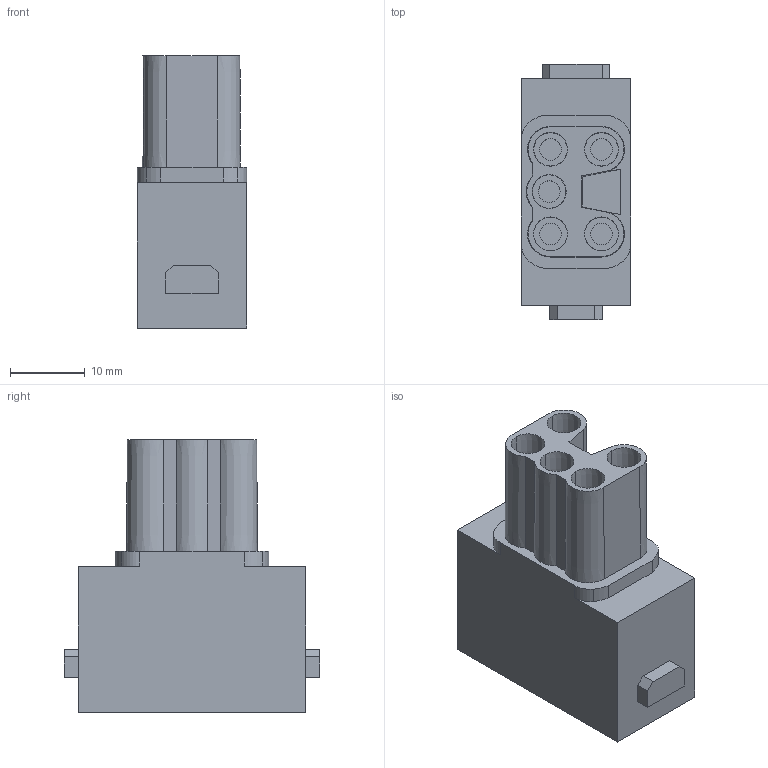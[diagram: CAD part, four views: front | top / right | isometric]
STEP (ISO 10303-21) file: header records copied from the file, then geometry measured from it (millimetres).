
FILE_DESCRIPTION(('HOOPS Exchange Step'),'2;1');
FILE_NAME('export-31D2B675-7EC2-4F4F-8AE2-D783AA767180.stp','2022-10-06T18:13:41+02:00',('Gebruiker'),('Alibre'),'HOOPS Exchange 2021.0','Alibre','Unknown authorisation');
FILE_SCHEMA( ('AP242_MANAGED_MODEL_BASED_3D_ENGINEERING_MIM_LF {1 0 10303 442 1 1 4 }') );
Length unit declared in the file: millimetre
Products named in the file (2): 6074-1 Contact insert module - HC-M-05-PT-F - 1417373; 6074 Contact insert module - HC-M-05-PT-F - 1417373
Assembly tree (1 placements, depth 2):
  6074 Contact insert module - HC-M-05-PT-F - 1417373
    6074-1 Contact insert module - HC-M-05-PT-F - 1417373
Bounding box: 14.6 x 34.1 x 36.4 mm (x, y, z)
Volume: 10006.1 mm3; surface area: 5993.4 mm2
Topology: 1 solids, 1 shells, 317 faces, 878 edges, 586 vertices
Faces by surface type: plane 214, cylinder 58, cone 45
Entity records: 17307 total; most frequent: CARTESIAN_POINT 9094, ORIENTED_EDGE 1756, DIRECTION 1542, EDGE_CURVE 878, VECTOR 626, LINE 626, VERTEX_POINT 586, AXIS2_PLACEMENT_3D 458
